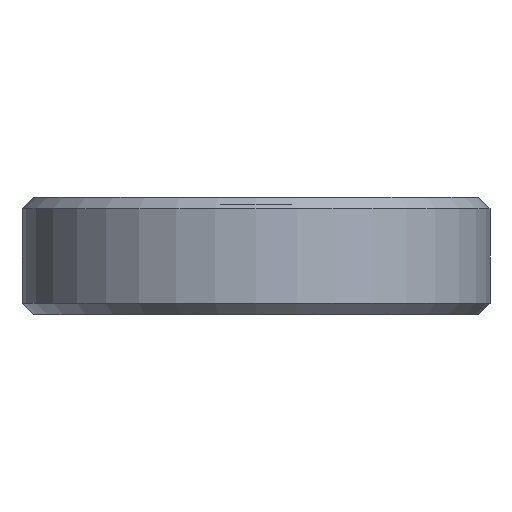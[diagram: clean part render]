
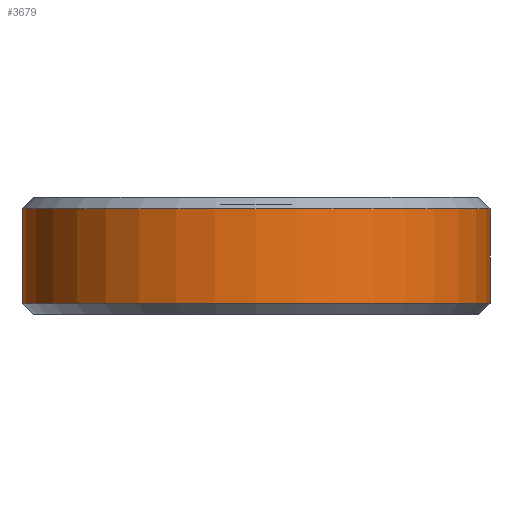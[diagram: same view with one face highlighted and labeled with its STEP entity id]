
A CAD part, left-side view. The second image highlights one B-rep face of the part: STEP entity #3679.
In plain terms, the highlighted cylindrical face has radius 6.25 mm (diameter 12.5 mm), a partial arc.
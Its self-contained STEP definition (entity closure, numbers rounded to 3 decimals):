
#943 = CONICAL_SURFACE('',#944,6.25,0.785);
#944 = AXIS2_PLACEMENT_3D('',#945,#946,#947);
#945 = CARTESIAN_POINT('',(0.,0.,0.3));
#946 = DIRECTION('',(0.,0.,1.));
#947 = DIRECTION('',(0.,1.,0.));
#1953 = VERTEX_POINT('',#1954);
#1954 = CARTESIAN_POINT('',(0.,-6.25,0.3));
#1989 = PLANE('',#1990);
#1990 = AXIS2_PLACEMENT_3D('',#1991,#1992,#1993);
#1991 = CARTESIAN_POINT('',(237.5,-6.25,0.));
#1992 = DIRECTION('',(0.,-1.,0.));
#1993 = DIRECTION('',(-1.,0.,0.));
#2008 = VERTEX_POINT('',#2009);
#2009 = CARTESIAN_POINT('',(0.,6.25,0.3));
#2023 = PLANE('',#2024);
#2024 = AXIS2_PLACEMENT_3D('',#2025,#2026,#2027);
#2025 = CARTESIAN_POINT('',(237.5,6.25,0.));
#2026 = DIRECTION('',(0.,-1.,0.));
#2027 = DIRECTION('',(-1.,0.,0.));
#2060 = EDGE_CURVE('',#2008,#1953,#2061,.T.);
#2061 = SURFACE_CURVE('',#2062,(#2067,#2074),.PCURVE_S1.);
#2062 = CIRCLE('',#2063,6.25);
#2063 = AXIS2_PLACEMENT_3D('',#2064,#2065,#2066);
#2064 = CARTESIAN_POINT('',(0.,0.,0.3));
#2065 = DIRECTION('',(0.,-0.,1.));
#2066 = DIRECTION('',(0.,1.,0.));
#2067 = PCURVE('',#943,#2068);
#2068 = DEFINITIONAL_REPRESENTATION('',(#2069),#2073);
#2069 = LINE('',#2070,#2071);
#2070 = CARTESIAN_POINT('',(0.,-0.));
#2071 = VECTOR('',#2072,1.);
#2072 = DIRECTION('',(1.,-0.));
#2073 = ( GEOMETRIC_REPRESENTATION_CONTEXT(2) 
PARAMETRIC_REPRESENTATION_CONTEXT() REPRESENTATION_CONTEXT('2D SPACE',''
  ) );
#2074 = PCURVE('',#2075,#2080);
#2075 = CYLINDRICAL_SURFACE('',#2076,6.25);
#2076 = AXIS2_PLACEMENT_3D('',#2077,#2078,#2079);
#2077 = CARTESIAN_POINT('',(0.,0.,0.));
#2078 = DIRECTION('',(-0.,-0.,-1.));
#2079 = DIRECTION('',(1.,0.,0.));
#2080 = DEFINITIONAL_REPRESENTATION('',(#2081),#2085);
#2081 = LINE('',#2082,#2083);
#2082 = CARTESIAN_POINT('',(-1.571,-0.3));
#2083 = VECTOR('',#2084,1.);
#2084 = DIRECTION('',(-1.,0.));
#2085 = ( GEOMETRIC_REPRESENTATION_CONTEXT(2) 
PARAMETRIC_REPRESENTATION_CONTEXT() REPRESENTATION_CONTEXT('2D SPACE',''
  ) );
#3577 = VERTEX_POINT('',#3578);
#3578 = CARTESIAN_POINT('',(0.,-6.25,2.825));
#3604 = EDGE_CURVE('',#1953,#3577,#3605,.T.);
#3605 = SURFACE_CURVE('',#3606,(#3610,#3617),.PCURVE_S1.);
#3606 = LINE('',#3607,#3608);
#3607 = CARTESIAN_POINT('',(0.,-6.25,0.));
#3608 = VECTOR('',#3609,1.);
#3609 = DIRECTION('',(0.,0.,1.));
#3610 = PCURVE('',#1989,#3611);
#3611 = DEFINITIONAL_REPRESENTATION('',(#3612),#3616);
#3612 = LINE('',#3613,#3614);
#3613 = CARTESIAN_POINT('',(237.5,0.));
#3614 = VECTOR('',#3615,1.);
#3615 = DIRECTION('',(0.,-1.));
#3616 = ( GEOMETRIC_REPRESENTATION_CONTEXT(2) 
PARAMETRIC_REPRESENTATION_CONTEXT() REPRESENTATION_CONTEXT('2D SPACE',''
  ) );
#3617 = PCURVE('',#2075,#3618);
#3618 = DEFINITIONAL_REPRESENTATION('',(#3619),#3623);
#3619 = LINE('',#3620,#3621);
#3620 = CARTESIAN_POINT('',(-4.712,0.));
#3621 = VECTOR('',#3622,1.);
#3622 = DIRECTION('',(-0.,-1.));
#3623 = ( GEOMETRIC_REPRESENTATION_CONTEXT(2) 
PARAMETRIC_REPRESENTATION_CONTEXT() REPRESENTATION_CONTEXT('2D SPACE',''
  ) );
#3631 = VERTEX_POINT('',#3632);
#3632 = CARTESIAN_POINT('',(0.,6.25,2.825));
#3658 = EDGE_CURVE('',#2008,#3631,#3659,.T.);
#3659 = SURFACE_CURVE('',#3660,(#3664,#3671),.PCURVE_S1.);
#3660 = LINE('',#3661,#3662);
#3661 = CARTESIAN_POINT('',(0.,6.25,0.));
#3662 = VECTOR('',#3663,1.);
#3663 = DIRECTION('',(0.,0.,1.));
#3664 = PCURVE('',#2023,#3665);
#3665 = DEFINITIONAL_REPRESENTATION('',(#3666),#3670);
#3666 = LINE('',#3667,#3668);
#3667 = CARTESIAN_POINT('',(237.5,0.));
#3668 = VECTOR('',#3669,1.);
#3669 = DIRECTION('',(0.,-1.));
#3670 = ( GEOMETRIC_REPRESENTATION_CONTEXT(2) 
PARAMETRIC_REPRESENTATION_CONTEXT() REPRESENTATION_CONTEXT('2D SPACE',''
  ) );
#3671 = PCURVE('',#2075,#3672);
#3672 = DEFINITIONAL_REPRESENTATION('',(#3673),#3677);
#3673 = LINE('',#3674,#3675);
#3674 = CARTESIAN_POINT('',(-1.571,0.));
#3675 = VECTOR('',#3676,1.);
#3676 = DIRECTION('',(-0.,-1.));
#3677 = ( GEOMETRIC_REPRESENTATION_CONTEXT(2) 
PARAMETRIC_REPRESENTATION_CONTEXT() REPRESENTATION_CONTEXT('2D SPACE',''
  ) );
#3679 = ADVANCED_FACE('',(#3680),#2075,.T.);
#3680 = FACE_BOUND('',#3681,.F.);
#3681 = EDGE_LOOP('',(#3682,#3683,#3710,#3711));
#3682 = ORIENTED_EDGE('',*,*,#3658,.T.);
#3683 = ORIENTED_EDGE('',*,*,#3684,.T.);
#3684 = EDGE_CURVE('',#3631,#3577,#3685,.T.);
#3685 = SURFACE_CURVE('',#3686,(#3691,#3698),.PCURVE_S1.);
#3686 = CIRCLE('',#3687,6.25);
#3687 = AXIS2_PLACEMENT_3D('',#3688,#3689,#3690);
#3688 = CARTESIAN_POINT('',(0.,0.,2.825));
#3689 = DIRECTION('',(0.,-0.,1.));
#3690 = DIRECTION('',(0.,1.,0.));
#3691 = PCURVE('',#2075,#3692);
#3692 = DEFINITIONAL_REPRESENTATION('',(#3693),#3697);
#3693 = LINE('',#3694,#3695);
#3694 = CARTESIAN_POINT('',(-1.571,-2.825));
#3695 = VECTOR('',#3696,1.);
#3696 = DIRECTION('',(-1.,0.));
#3697 = ( GEOMETRIC_REPRESENTATION_CONTEXT(2) 
PARAMETRIC_REPRESENTATION_CONTEXT() REPRESENTATION_CONTEXT('2D SPACE',''
  ) );
#3698 = PCURVE('',#3699,#3704);
#3699 = CONICAL_SURFACE('',#3700,6.25,0.785);
#3700 = AXIS2_PLACEMENT_3D('',#3701,#3702,#3703);
#3701 = CARTESIAN_POINT('',(0.,0.,2.825));
#3702 = DIRECTION('',(-0.,-0.,-1.));
#3703 = DIRECTION('',(0.,1.,0.));
#3704 = DEFINITIONAL_REPRESENTATION('',(#3705),#3709);
#3705 = LINE('',#3706,#3707);
#3706 = CARTESIAN_POINT('',(-0.,-0.));
#3707 = VECTOR('',#3708,1.);
#3708 = DIRECTION('',(-1.,-0.));
#3709 = ( GEOMETRIC_REPRESENTATION_CONTEXT(2) 
PARAMETRIC_REPRESENTATION_CONTEXT() REPRESENTATION_CONTEXT('2D SPACE',''
  ) );
#3710 = ORIENTED_EDGE('',*,*,#3604,.F.);
#3711 = ORIENTED_EDGE('',*,*,#2060,.F.);
